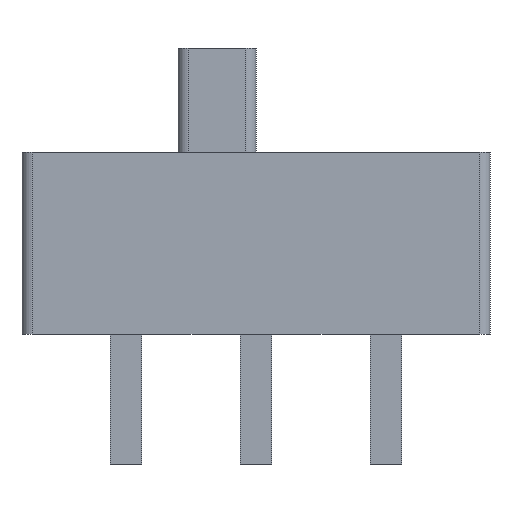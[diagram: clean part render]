
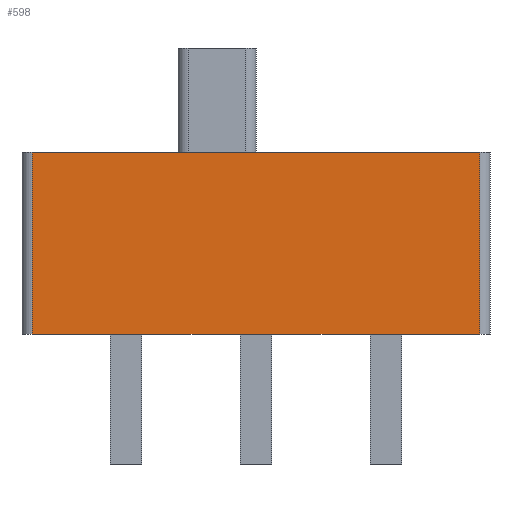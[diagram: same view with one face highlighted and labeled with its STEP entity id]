
A CAD part, front view. The second image highlights one B-rep face of the part: STEP entity #598.
In plain terms, the highlighted planar face has unit normal (0, -1, 0).
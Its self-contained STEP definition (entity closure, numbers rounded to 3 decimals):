
#450 = VERTEX_POINT('',#451);
#451 = CARTESIAN_POINT('',(-4.3,-1.8,3.5));
#458 = EDGE_CURVE('',#450,#459,#461,.T.);
#459 = VERTEX_POINT('',#460);
#460 = CARTESIAN_POINT('',(4.3,-1.8,3.5));
#461 = LINE('',#462,#463);
#462 = CARTESIAN_POINT('',(-4.5,-1.8,3.5));
#463 = VECTOR('',#464,1.);
#464 = DIRECTION('',(1.,0.,0.));
#552 = EDGE_CURVE('',#553,#450,#555,.T.);
#553 = VERTEX_POINT('',#554);
#554 = CARTESIAN_POINT('',(-4.3,-1.8,0.));
#555 = LINE('',#556,#557);
#556 = CARTESIAN_POINT('',(-4.3,-1.8,0.));
#557 = VECTOR('',#558,1.);
#558 = DIRECTION('',(0.,0.,1.));
#598 = ADVANCED_FACE('',(#599),#665,.F.);
#599 = FACE_BOUND('',#600,.F.);
#600 = EDGE_LOOP('',(#601,#602,#603,#611,#619,#627,#635,#643,#651,#659)
  );
#601 = ORIENTED_EDGE('',*,*,#552,.T.);
#602 = ORIENTED_EDGE('',*,*,#458,.T.);
#603 = ORIENTED_EDGE('',*,*,#604,.F.);
#604 = EDGE_CURVE('',#605,#459,#607,.T.);
#605 = VERTEX_POINT('',#606);
#606 = CARTESIAN_POINT('',(4.3,-1.8,0.));
#607 = LINE('',#608,#609);
#608 = CARTESIAN_POINT('',(4.3,-1.8,0.));
#609 = VECTOR('',#610,1.);
#610 = DIRECTION('',(0.,0.,1.));
#611 = ORIENTED_EDGE('',*,*,#612,.F.);
#612 = EDGE_CURVE('',#613,#605,#615,.T.);
#613 = VERTEX_POINT('',#614);
#614 = CARTESIAN_POINT('',(2.8,-1.8,0.));
#615 = LINE('',#616,#617);
#616 = CARTESIAN_POINT('',(-4.5,-1.8,0.));
#617 = VECTOR('',#618,1.);
#618 = DIRECTION('',(1.,0.,0.));
#619 = ORIENTED_EDGE('',*,*,#620,.F.);
#620 = EDGE_CURVE('',#621,#613,#623,.T.);
#621 = VERTEX_POINT('',#622);
#622 = CARTESIAN_POINT('',(2.2,-1.8,0.));
#623 = LINE('',#624,#625);
#624 = CARTESIAN_POINT('',(-4.5,-1.8,0.));
#625 = VECTOR('',#626,1.);
#626 = DIRECTION('',(1.,0.,0.));
#627 = ORIENTED_EDGE('',*,*,#628,.F.);
#628 = EDGE_CURVE('',#629,#621,#631,.T.);
#629 = VERTEX_POINT('',#630);
#630 = CARTESIAN_POINT('',(0.3,-1.8,0.));
#631 = LINE('',#632,#633);
#632 = CARTESIAN_POINT('',(-4.5,-1.8,0.));
#633 = VECTOR('',#634,1.);
#634 = DIRECTION('',(1.,0.,0.));
#635 = ORIENTED_EDGE('',*,*,#636,.F.);
#636 = EDGE_CURVE('',#637,#629,#639,.T.);
#637 = VERTEX_POINT('',#638);
#638 = CARTESIAN_POINT('',(-0.3,-1.8,0.));
#639 = LINE('',#640,#641);
#640 = CARTESIAN_POINT('',(-4.5,-1.8,0.));
#641 = VECTOR('',#642,1.);
#642 = DIRECTION('',(1.,0.,0.));
#643 = ORIENTED_EDGE('',*,*,#644,.F.);
#644 = EDGE_CURVE('',#645,#637,#647,.T.);
#645 = VERTEX_POINT('',#646);
#646 = CARTESIAN_POINT('',(-2.2,-1.8,0.));
#647 = LINE('',#648,#649);
#648 = CARTESIAN_POINT('',(-4.5,-1.8,0.));
#649 = VECTOR('',#650,1.);
#650 = DIRECTION('',(1.,0.,0.));
#651 = ORIENTED_EDGE('',*,*,#652,.F.);
#652 = EDGE_CURVE('',#653,#645,#655,.T.);
#653 = VERTEX_POINT('',#654);
#654 = CARTESIAN_POINT('',(-2.8,-1.8,0.));
#655 = LINE('',#656,#657);
#656 = CARTESIAN_POINT('',(-4.5,-1.8,0.));
#657 = VECTOR('',#658,1.);
#658 = DIRECTION('',(1.,0.,0.));
#659 = ORIENTED_EDGE('',*,*,#660,.F.);
#660 = EDGE_CURVE('',#553,#653,#661,.T.);
#661 = LINE('',#662,#663);
#662 = CARTESIAN_POINT('',(-4.5,-1.8,0.));
#663 = VECTOR('',#664,1.);
#664 = DIRECTION('',(1.,0.,0.));
#665 = PLANE('',#666);
#666 = AXIS2_PLACEMENT_3D('',#667,#668,#669);
#667 = CARTESIAN_POINT('',(-4.3,-1.8,0.));
#668 = DIRECTION('',(0.,1.,0.));
#669 = DIRECTION('',(1.,0.,0.));
